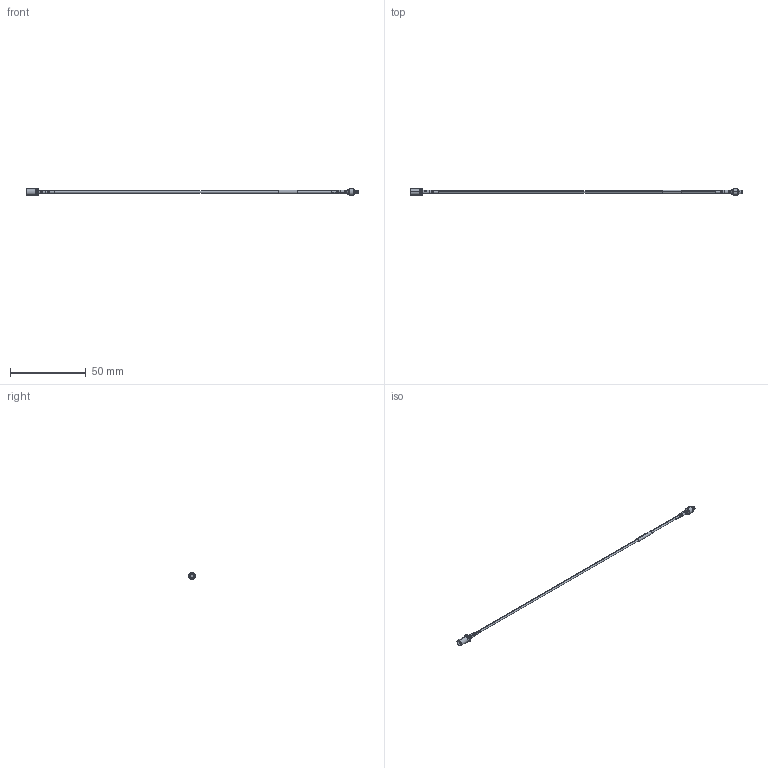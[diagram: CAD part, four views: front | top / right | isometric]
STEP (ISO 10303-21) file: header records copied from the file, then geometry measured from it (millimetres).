
FILE_DESCRIPTION (( 'STEP AP214' ), '1' );
FILE_NAME ('FMCA9727_3D.step', '2024-02-21T16:13:49', ( '' ), ( '' ), 'SwSTEP 2.0', 'SolidWorks 2022', '' );
FILE_SCHEMA (( 'AUTOMOTIVE_DESIGN' ));
Length unit declared in the file: inch
Products named in the file (6): FMCA9727_3D; PE45539; 1AW01-003_.085 ID; CA-PE-P047_2_Heatshrink_LONG; PE44971; PE-P047HF
Assembly tree (6 placements, depth 2):
  FMCA9727_3D
    PE-P047HF
    PE45539
    1AW01-003_.085 ID
    PE44971
    CA-PE-P047_2_Heatshrink_LONG  x2
Bounding box: 218.57 x 4.83 x 4.83 mm (x, y, z)
Volume: 583.6 mm3; surface area: 1713.8 mm2
Topology: 6 solids, 6 shells, 172 faces, 394 edges, 242 vertices
Faces by surface type: cylinder 80, plane 42, cone 28, torus 22
Entity records: 4810 total; most frequent: CARTESIAN_POINT 963, DIRECTION 788, ORIENTED_EDGE 700, EDGE_CURVE 350, AXIS2_PLACEMENT_3D 327, VERTEX_POINT 218, CIRCLE 168, EDGE_LOOP 166
